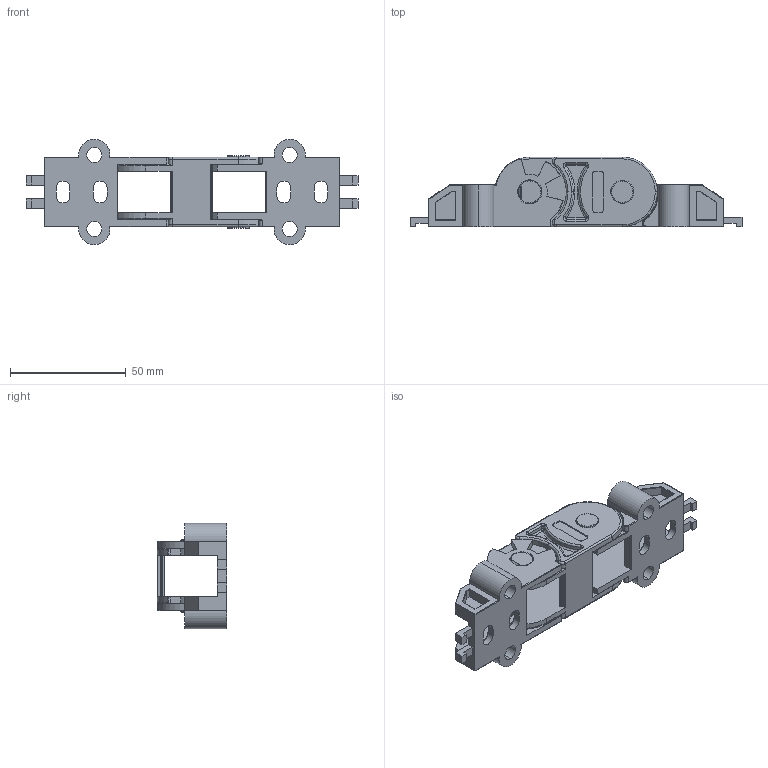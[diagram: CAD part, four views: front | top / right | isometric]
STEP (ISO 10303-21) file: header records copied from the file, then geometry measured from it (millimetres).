
FILE_DESCRIPTION (( 'STEP AP214' ), '1' );
FILE_NAME ('CK24-F018-AYAK.STEP', '2019-09-10T12:29:34', ( '' ), ( '' ), 'SwSTEP 2.0', 'SolidWorks 2017', '' );
FILE_SCHEMA (( 'AUTOMOTIVE_DESIGN' ));
Length unit declared in the file: millimetre
Products named in the file (1): CK24-F018-AYAK
Bounding box: 143.4 x 30.06 x 45.5 mm (x, y, z)
Volume: 39201.7 mm3; surface area: 28957.2 mm2
Topology: 3 solids, 3 shells, 593 faces, 1525 edges, 939 vertices
Faces by surface type: cylinder 233, plane 212, torus 86, bspline 32, sphere 18, cone 12
Entity records: 19464 total; most frequent: CARTESIAN_POINT 5062, DIRECTION 3034, ORIENTED_EDGE 3018, EDGE_CURVE 1509, AXIS2_PLACEMENT_3D 1111, VERTEX_POINT 939, VECTOR 812, LINE 812
